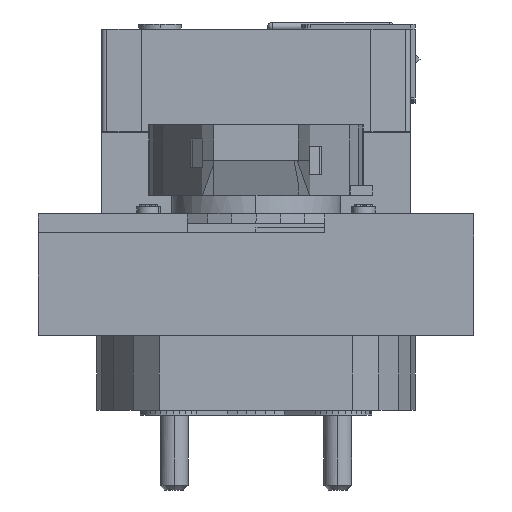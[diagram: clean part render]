
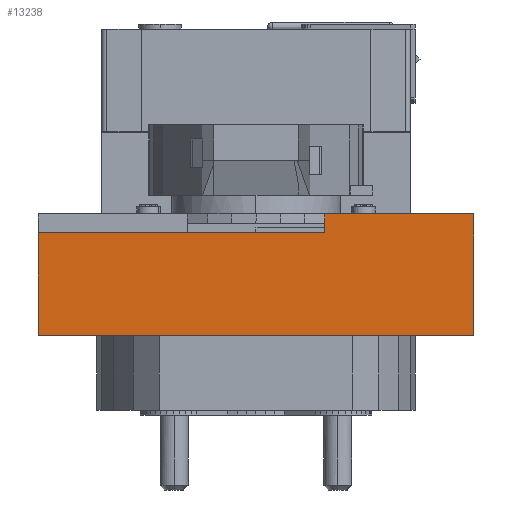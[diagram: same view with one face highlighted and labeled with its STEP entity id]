
A CAD part, left-side view. The second image highlights one B-rep face of the part: STEP entity #13238.
In plain terms, the highlighted planar face has unit normal (-1, 0, 0).
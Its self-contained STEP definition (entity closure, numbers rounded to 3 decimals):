
#12923=CARTESIAN_POINT('Vertex',(-33.,-46.5,17.)) ;
#12926=CARTESIAN_POINT('Line Origine',(-33.,0.,17.)) ;
#12930=CARTESIAN_POINT('Vertex',(-33.,46.5,17.)) ;
#13164=CARTESIAN_POINT('Line Origine',(-33.,-46.5,30.)) ;
#13168=CARTESIAN_POINT('Vertex',(-33.,-46.5,43.)) ;
#13199=CARTESIAN_POINT('Axis2P3D Location',(-33.,0.,28.)) ;
#13204=CARTESIAN_POINT('Line Origine',(-33.,46.5,28.)) ;
#13208=CARTESIAN_POINT('Vertex',(-33.,46.5,39.)) ;
#13211=CARTESIAN_POINT('Line Origine',(-33.,-30.57,43.)) ;
#13215=CARTESIAN_POINT('Vertex',(-33.,-14.64,43.)) ;
#13218=CARTESIAN_POINT('Line Origine',(-33.,-14.64,41.)) ;
#13222=CARTESIAN_POINT('Vertex',(-33.,-14.64,39.)) ;
#13225=CARTESIAN_POINT('Line Origine',(-33.,15.93,39.)) ;
#12928=VECTOR('Line Direction',#12927,1.) ;
#13166=VECTOR('Line Direction',#13165,1.) ;
#13206=VECTOR('Line Direction',#13205,1.) ;
#13213=VECTOR('Line Direction',#13212,1.) ;
#13220=VECTOR('Line Direction',#13219,1.) ;
#13227=VECTOR('Line Direction',#13226,1.) ;
#12927=DIRECTION('Vector Direction',(0.,1.,0.)) ;
#13165=DIRECTION('Vector Direction',(0.,0.,-1.)) ;
#13200=DIRECTION('Axis2P3D Direction',(1.,-0.,0.)) ;
#13201=DIRECTION('Axis2P3D XDirection',(0.,0.,-1.)) ;
#13205=DIRECTION('Vector Direction',(0.,0.,-1.)) ;
#13212=DIRECTION('Vector Direction',(0.,-1.,0.)) ;
#13219=DIRECTION('Vector Direction',(0.,0.,-1.)) ;
#13226=DIRECTION('Vector Direction',(0.,-1.,0.)) ;
#13202=AXIS2_PLACEMENT_3D('Plane Axis2P3D',#13199,#13200,#13201) ;
#12929=LINE('Line',#12926,#12928) ;
#13167=LINE('Line',#13164,#13166) ;
#13207=LINE('Line',#13204,#13206) ;
#13214=LINE('Line',#13211,#13213) ;
#13221=LINE('Line',#13218,#13220) ;
#13228=LINE('Line',#13225,#13227) ;
#13203=PLANE('',#13202) ;
#12932=EDGE_CURVE('',#12924,#12931,#12929,.T.) ;
#13170=EDGE_CURVE('',#13169,#12924,#13167,.T.) ;
#13210=EDGE_CURVE('',#13209,#12931,#13207,.T.) ;
#13217=EDGE_CURVE('',#13216,#13169,#13214,.T.) ;
#13224=EDGE_CURVE('',#13216,#13223,#13221,.T.) ;
#13229=EDGE_CURVE('',#13209,#13223,#13228,.T.) ;
#13231=ORIENTED_EDGE('',*,*,#13210,.T.) ;
#13232=ORIENTED_EDGE('',*,*,#12932,.F.) ;
#13233=ORIENTED_EDGE('',*,*,#13170,.F.) ;
#13234=ORIENTED_EDGE('',*,*,#13217,.F.) ;
#13235=ORIENTED_EDGE('',*,*,#13224,.T.) ;
#13236=ORIENTED_EDGE('',*,*,#13229,.F.) ;
#13230=EDGE_LOOP('',(#13231,#13232,#13233,#13234,#13235,#13236)) ;
#12924=VERTEX_POINT('',#12923) ;
#12931=VERTEX_POINT('',#12930) ;
#13169=VERTEX_POINT('',#13168) ;
#13209=VERTEX_POINT('',#13208) ;
#13216=VERTEX_POINT('',#13215) ;
#13223=VERTEX_POINT('',#13222) ;
#13238=ADVANCED_FACE('1',(#13237),#13203,.F.) ;
#13237=FACE_OUTER_BOUND('',#13230,.T.) ;
